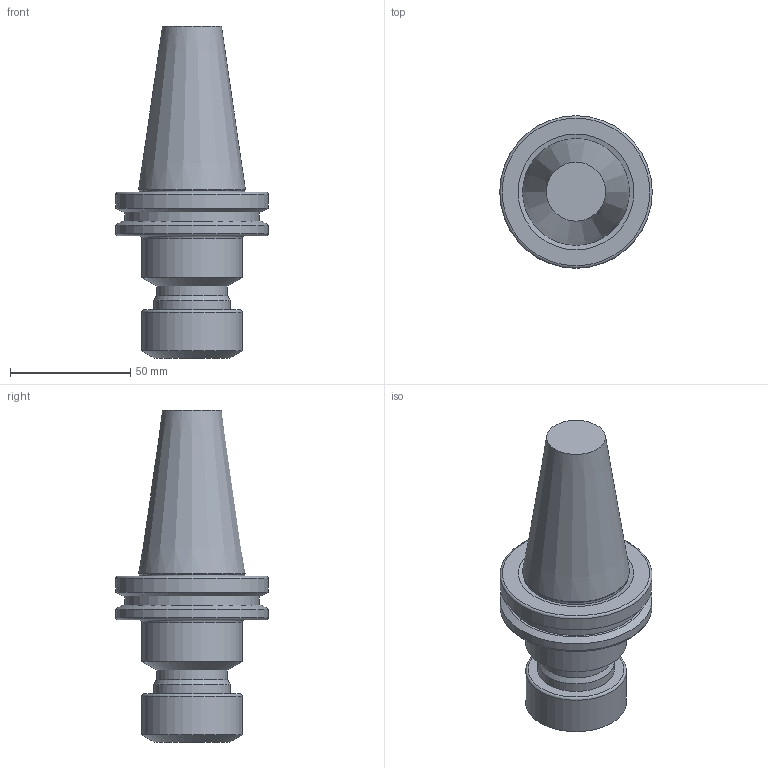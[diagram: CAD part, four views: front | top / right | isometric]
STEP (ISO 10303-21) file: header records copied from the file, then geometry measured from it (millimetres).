
FILE_DESCRIPTION(/* description */ (''),/* implementation_level */ '2;1');
FILE_NAME(/* name */ '1493025672806.stp',/* time_stamp */ '2017-04-24T11:21:16+02:00',/* author */ (''),/* organization */ ('SMS'),/* preprocessor_version */ 'ST-DEVELOPER v15',/* originating_system */ 'SIEMENS PLM Software NX 8.5',/* authorisation */ '');
FILE_SCHEMA (('AUTOMOTIVE_DESIGN { 1 0 10303 214 3 1 1 1 }'));
Length unit declared in the file: millimetre
Products named in the file (1): 392.54014-4025070-636200737523021594-1
Bounding box: 63.5 x 63.5 x 138.25 mm (x, y, z)
Volume: 182378.5 mm3; surface area: 24186.6 mm2
Topology: 1 solids, 1 shells, 27 faces, 46 edges, 29 vertices
Faces by surface type: cone 8, cylinder 8, plane 7, torus 4
Full cylindrical faces by diameter (mm): 29.5 x1, 32 x1, 42 x2, 43.85 x1, 56 x1, 63.5 x2
Entity records: 612 total; most frequent: DIRECTION 116, CARTESIAN_POINT 87, AXIS2_PLACEMENT_3D 58, EDGE_LOOP 52, ORIENTED_EDGE 52, FACE_BOUND 50, ADVANCED_FACE 27, VERTEX_POINT 26
